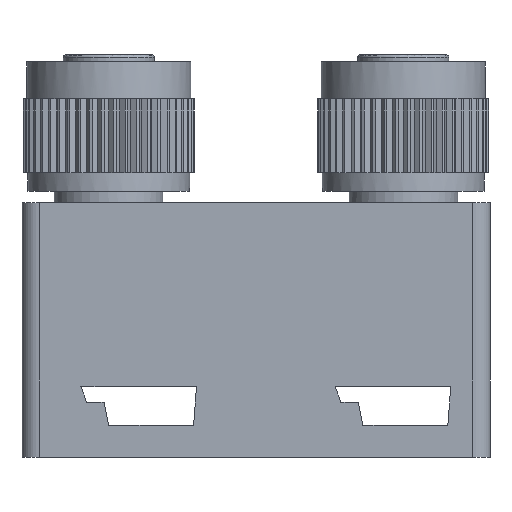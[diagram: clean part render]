
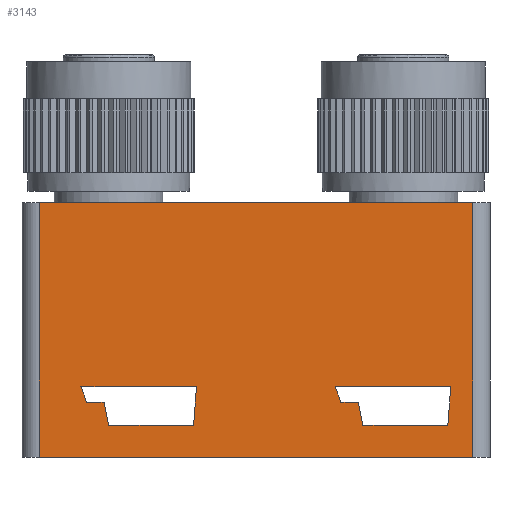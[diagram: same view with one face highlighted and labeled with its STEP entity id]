
A CAD part, left-side view. The second image highlights one B-rep face of the part: STEP entity #3143.
In plain terms, the highlighted planar face has unit normal (-1, 0, 0).
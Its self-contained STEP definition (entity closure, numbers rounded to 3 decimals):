
#88=DIRECTION('',(0.,-1.,0.));
#89=VECTOR('',#88,37.5);
#90=CARTESIAN_POINT('',(0.,39.,22.));
#91=LINE('',#90,#89);
#127=DIRECTION('',(0.,-1.,0.));
#128=VECTOR('',#127,37.5);
#129=CARTESIAN_POINT('',(0.,39.,0.));
#130=LINE('',#129,#128);
#168=DIRECTION('',(0.,0.,-1.));
#169=VECTOR('',#168,22.);
#170=CARTESIAN_POINT('',(0.,39.,22.));
#171=LINE('',#170,#169);
#172=DIRECTION('',(0.,0.,-1.));
#173=VECTOR('',#172,22.);
#174=CARTESIAN_POINT('',(0.,1.5,22.));
#175=LINE('',#174,#173);
#176=DIRECTION('',(0.,-1.,0.));
#177=VECTOR('',#176,1.5);
#178=CARTESIAN_POINT('',(0.,34.9,4.75));
#179=LINE('',#178,#177);
#180=DIRECTION('',(0.,-0.196,-0.981));
#181=VECTOR('',#180,2.04);
#182=CARTESIAN_POINT('',(0.,33.4,4.75));
#183=LINE('',#182,#181);
#184=DIRECTION('',(0.,-1.,0.));
#185=VECTOR('',#184,7.35);
#186=CARTESIAN_POINT('',(0.,33.,2.75));
#187=LINE('',#186,#185);
#188=DIRECTION('',(0.,-0.075,0.997));
#189=VECTOR('',#188,3.339);
#190=CARTESIAN_POINT('',(0.,25.65,2.75));
#191=LINE('',#190,#189);
#192=DIRECTION('',(0.,1.,0.));
#193=VECTOR('',#192,10.);
#194=CARTESIAN_POINT('',(0.,25.4,6.08));
#195=LINE('',#194,#193);
#196=DIRECTION('',(0.,-0.352,-0.936));
#197=VECTOR('',#196,1.421);
#198=CARTESIAN_POINT('',(0.,35.4,6.08));
#199=LINE('',#198,#197);
#200=DIRECTION('',(0.,-1.,0.));
#201=VECTOR('',#200,1.5);
#202=CARTESIAN_POINT('',(0.,12.9,4.75));
#203=LINE('',#202,#201);
#204=DIRECTION('',(0.,-0.196,-0.981));
#205=VECTOR('',#204,2.04);
#206=CARTESIAN_POINT('',(0.,11.4,4.75));
#207=LINE('',#206,#205);
#208=DIRECTION('',(0.,-1.,0.));
#209=VECTOR('',#208,7.35);
#210=CARTESIAN_POINT('',(0.,11.,2.75));
#211=LINE('',#210,#209);
#212=DIRECTION('',(0.,-0.075,0.997));
#213=VECTOR('',#212,3.339);
#214=CARTESIAN_POINT('',(0.,3.65,2.75));
#215=LINE('',#214,#213);
#216=DIRECTION('',(0.,1.,0.));
#217=VECTOR('',#216,10.);
#218=CARTESIAN_POINT('',(0.,3.4,6.08));
#219=LINE('',#218,#217);
#220=DIRECTION('',(0.,-0.352,-0.936));
#221=VECTOR('',#220,1.421);
#222=CARTESIAN_POINT('',(0.,13.4,6.08));
#223=LINE('',#222,#221);
#2466=CARTESIAN_POINT('',(0.,39.,0.));
#2468=VERTEX_POINT('',#2466);
#2472=CARTESIAN_POINT('',(0.,39.,22.));
#2473=VERTEX_POINT('',#2472);
#2491=CARTESIAN_POINT('',(0.,1.5,0.));
#2493=VERTEX_POINT('',#2491);
#2494=CARTESIAN_POINT('',(0.,1.5,22.));
#2495=VERTEX_POINT('',#2494);
#2510=CARTESIAN_POINT('',(0.,34.9,4.75));
#2511=CARTESIAN_POINT('',(0.,33.4,4.75));
#2512=VERTEX_POINT('',#2510);
#2513=VERTEX_POINT('',#2511);
#2514=CARTESIAN_POINT('',(0.,33.,2.75));
#2515=VERTEX_POINT('',#2514);
#2516=CARTESIAN_POINT('',(0.,25.65,2.75));
#2517=VERTEX_POINT('',#2516);
#2518=CARTESIAN_POINT('',(0.,25.4,6.08));
#2519=VERTEX_POINT('',#2518);
#2520=CARTESIAN_POINT('',(0.,35.4,6.08));
#2521=VERTEX_POINT('',#2520);
#2534=CARTESIAN_POINT('',(0.,12.9,4.75));
#2535=CARTESIAN_POINT('',(0.,11.4,4.75));
#2536=VERTEX_POINT('',#2534);
#2537=VERTEX_POINT('',#2535);
#2538=CARTESIAN_POINT('',(0.,11.,2.75));
#2539=VERTEX_POINT('',#2538);
#2540=CARTESIAN_POINT('',(0.,3.65,2.75));
#2541=VERTEX_POINT('',#2540);
#2542=CARTESIAN_POINT('',(0.,3.4,6.08));
#2543=VERTEX_POINT('',#2542);
#2544=CARTESIAN_POINT('',(0.,13.4,6.08));
#2545=VERTEX_POINT('',#2544);
#3103=CARTESIAN_POINT('',(0.,40.5,0.));
#3104=DIRECTION('',(-1.,0.,0.));
#3105=DIRECTION('',(0.,-1.,0.));
#3106=AXIS2_PLACEMENT_3D('',#3103,#3104,#3105);
#3107=PLANE('',#3106);
#3108=ORIENTED_EDGE('',*,*,#3055,.F.);
#3109=ORIENTED_EDGE('',*,*,#3016,.T.);
#3111=ORIENTED_EDGE('',*,*,#3110,.T.);
#3112=ORIENTED_EDGE('',*,*,#3073,.F.);
#3113=EDGE_LOOP('',(#3108,#3109,#3111,#3112));
#3114=FACE_OUTER_BOUND('',#3113,.F.);
#3116=ORIENTED_EDGE('',*,*,#3115,.T.);
#3118=ORIENTED_EDGE('',*,*,#3117,.T.);
#3120=ORIENTED_EDGE('',*,*,#3119,.T.);
#3122=ORIENTED_EDGE('',*,*,#3121,.T.);
#3124=ORIENTED_EDGE('',*,*,#3123,.T.);
#3126=ORIENTED_EDGE('',*,*,#3125,.T.);
#3127=EDGE_LOOP('',(#3116,#3118,#3120,#3122,#3124,#3126));
#3128=FACE_BOUND('',#3127,.F.);
#3130=ORIENTED_EDGE('',*,*,#3129,.T.);
#3132=ORIENTED_EDGE('',*,*,#3131,.T.);
#3134=ORIENTED_EDGE('',*,*,#3133,.T.);
#3136=ORIENTED_EDGE('',*,*,#3135,.T.);
#3138=ORIENTED_EDGE('',*,*,#3137,.T.);
#3140=ORIENTED_EDGE('',*,*,#3139,.T.);
#3141=EDGE_LOOP('',(#3130,#3132,#3134,#3136,#3138,#3140));
#3142=FACE_BOUND('',#3141,.F.);
#3143=ADVANCED_FACE('',(#3114,#3128,#3142),#3107,.T.);
#3016=EDGE_CURVE('',#2473,#2495,#91,.T.);
#3055=EDGE_CURVE('',#2473,#2468,#171,.T.);
#3073=EDGE_CURVE('',#2468,#2493,#130,.T.);
#3110=EDGE_CURVE('',#2495,#2493,#175,.T.);
#3115=EDGE_CURVE('',#2512,#2513,#179,.T.);
#3117=EDGE_CURVE('',#2513,#2515,#183,.T.);
#3119=EDGE_CURVE('',#2515,#2517,#187,.T.);
#3121=EDGE_CURVE('',#2517,#2519,#191,.T.);
#3123=EDGE_CURVE('',#2519,#2521,#195,.T.);
#3125=EDGE_CURVE('',#2521,#2512,#199,.T.);
#3129=EDGE_CURVE('',#2536,#2537,#203,.T.);
#3131=EDGE_CURVE('',#2537,#2539,#207,.T.);
#3133=EDGE_CURVE('',#2539,#2541,#211,.T.);
#3135=EDGE_CURVE('',#2541,#2543,#215,.T.);
#3137=EDGE_CURVE('',#2543,#2545,#219,.T.);
#3139=EDGE_CURVE('',#2545,#2536,#223,.T.);
